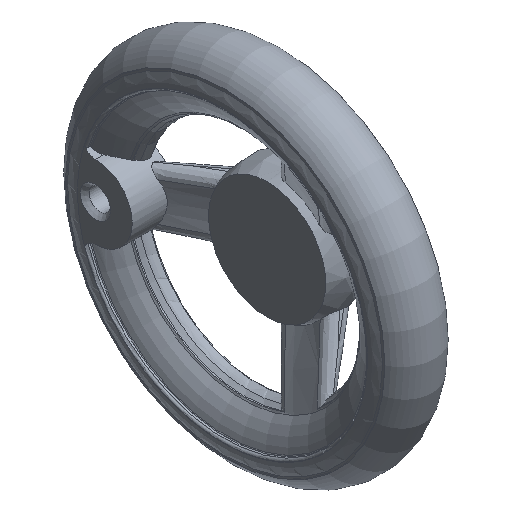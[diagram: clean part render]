
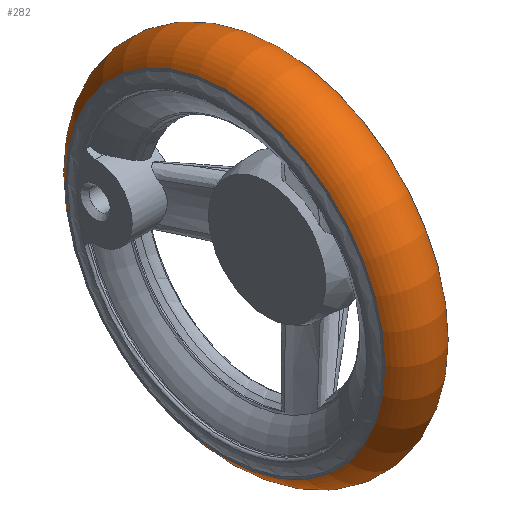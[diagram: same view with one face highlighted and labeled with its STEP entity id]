
A CAD part, isometric view. The second image highlights one B-rep face of the part: STEP entity #282.
In plain terms, the highlighted toroidal (fillet/blend) face has major radius 32.5 mm and minor radius 7.5 mm.
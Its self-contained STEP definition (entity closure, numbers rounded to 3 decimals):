
#107=TOROIDAL_SURFACE('',#1153,32.5,7.5);
#282=ADVANCED_FACE('',(#387,#388),#107,.T.);
#387=FACE_BOUND('',#442,.T.);
#388=FACE_BOUND('',#443,.T.);
#442=EDGE_LOOP('',(#628));
#443=EDGE_LOOP('',(#629));
#628=ORIENTED_EDGE('',*,*,#998,.F.);
#629=ORIENTED_EDGE('',*,*,#997,.T.);
#864=VERTEX_POINT('',#2186);
#865=VERTEX_POINT('',#2189);
#997=EDGE_CURVE('',#864,#864,#1070,.T.);
#998=EDGE_CURVE('',#865,#865,#1071,.T.);
#1070=CIRCLE('',#1150,37.749);
#1071=CIRCLE('',#1152,35.669);
#1150=AXIS2_PLACEMENT_3D('',#2185,#1319,#1320);
#1152=AXIS2_PLACEMENT_3D('',#2188,#1323,#1324);
#1153=AXIS2_PLACEMENT_3D('',#2190,#1325,#1326);
#1319=DIRECTION('',(-1.,0.,0.));
#1320=DIRECTION('',(0.,0.,1.));
#1323=DIRECTION('',(-1.,0.,0.));
#1324=DIRECTION('',(0.,0.,-1.));
#1325=DIRECTION('',(-1.,0.,0.));
#1326=DIRECTION('',(0.,0.,1.));
#2185=CARTESIAN_POINT('',(276.737,190.45,9.567));
#2186=CARTESIAN_POINT('',(276.737,190.45,47.316));
#2188=CARTESIAN_POINT('',(264.582,190.45,9.567));
#2189=CARTESIAN_POINT('',(264.582,190.45,-26.102));
#2190=CARTESIAN_POINT('',(271.38,190.45,9.567));
